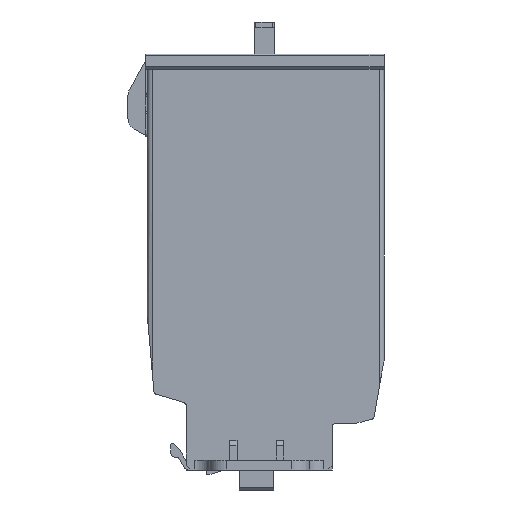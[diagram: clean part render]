
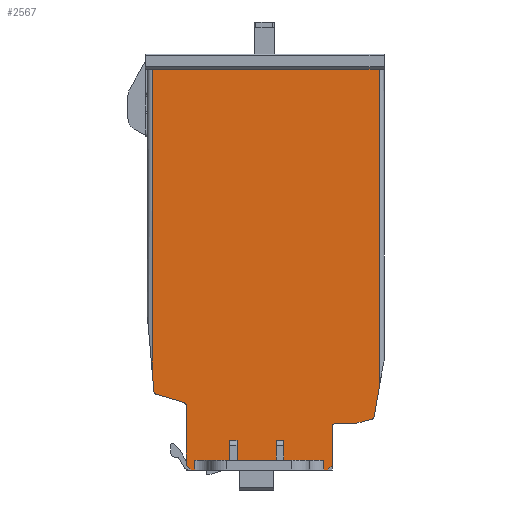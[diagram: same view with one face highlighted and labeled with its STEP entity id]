
A CAD part, left-side view. The second image highlights one B-rep face of the part: STEP entity #2567.
In plain terms, the highlighted planar face has unit normal (-1, 0, 0).
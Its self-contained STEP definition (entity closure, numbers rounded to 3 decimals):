
#2567=ADVANCED_FACE('',(#6242),#6243,.T.);
#3147=VERTEX_POINT('',#6858);
#3149=VERTEX_POINT('',#6860);
#3151=EDGE_CURVE('',#3147,#3149,#6862,.T.);
#3153=VERTEX_POINT('',#6864);
#3155=EDGE_CURVE('',#3149,#3153,#6866,.T.);
#3281=VERTEX_POINT('',#6992);
#3287=VERTEX_POINT('',#6998);
#3289=EDGE_CURVE('',#3287,#3281,#7000,.T.);
#4145=VERTEX_POINT('',#7856);
#4149=EDGE_CURVE('',#3281,#4145,#7860,.T.);
#4573=VERTEX_POINT('',#8284);
#4577=VERTEX_POINT('',#8288);
#4579=EDGE_CURVE('',#4573,#4577,#8290,.T.);
#4607=VERTEX_POINT('',#8318);
#4609=EDGE_CURVE('',#4607,#3287,#8320,.T.);
#4613=VERTEX_POINT('',#8324);
#4615=EDGE_CURVE('',#4607,#4613,#8326,.T.);
#4723=VERTEX_POINT('',#8434);
#4725=VERTEX_POINT('',#8436);
#4727=EDGE_CURVE('',#4723,#4725,#8438,.T.);
#4739=VERTEX_POINT('',#8450);
#4741=EDGE_CURVE('',#4739,#4723,#8452,.T.);
#4765=VERTEX_POINT('',#8476);
#4767=EDGE_CURVE('',#4725,#4765,#8478,.T.);
#4771=VERTEX_POINT('',#8482);
#4773=EDGE_CURVE('',#4771,#4145,#8484,.T.);
#4775=VERTEX_POINT('',#8486);
#4777=EDGE_CURVE('',#4775,#4771,#8488,.T.);
#4779=VERTEX_POINT('',#8490);
#4781=EDGE_CURVE('',#4779,#4775,#8492,.T.);
#4783=EDGE_CURVE('',#4577,#4779,#8494,.T.);
#4785=EDGE_CURVE('',#3153,#4573,#8496,.T.);
#4787=VERTEX_POINT('',#8498);
#4789=EDGE_CURVE('',#3149,#4787,#8500,.T.);
#4791=VERTEX_POINT('',#8502);
#4793=EDGE_CURVE('',#4787,#4791,#8504,.T.);
#4795=VERTEX_POINT('',#8506);
#4797=EDGE_CURVE('',#4791,#4795,#8508,.T.);
#4799=VERTEX_POINT('',#8510);
#4801=EDGE_CURVE('',#4795,#4799,#8512,.T.);
#4803=VERTEX_POINT('',#8514);
#4805=EDGE_CURVE('',#4799,#4803,#8516,.T.);
#4807=VERTEX_POINT('',#8518);
#4809=EDGE_CURVE('',#4803,#4807,#8520,.T.);
#4811=EDGE_CURVE('',#4807,#4739,#8522,.T.);
#4813=VERTEX_POINT('',#8524);
#4815=EDGE_CURVE('',#4765,#4813,#8526,.T.);
#4817=EDGE_CURVE('',#4813,#3149,#8528,.T.);
#4819=VERTEX_POINT('',#8530);
#4821=EDGE_CURVE('',#4819,#3147,#8532,.T.);
#4823=VERTEX_POINT('',#8534);
#4825=EDGE_CURVE('',#4823,#4819,#8536,.T.);
#4827=VERTEX_POINT('',#8538);
#4829=EDGE_CURVE('',#4827,#4823,#8540,.T.);
#4831=VERTEX_POINT('',#8542);
#4833=EDGE_CURVE('',#4831,#4827,#8544,.T.);
#4835=VERTEX_POINT('',#8546);
#4837=EDGE_CURVE('',#4835,#4831,#8548,.T.);
#4839=EDGE_CURVE('',#4613,#4835,#8550,.T.);
#6242=FACE_OUTER_BOUND('',#10107,.T.);
#6243=PLANE('',#10108);
#6858=CARTESIAN_POINT('',(7.,11.5,4.042));
#6860=CARTESIAN_POINT('',(7.,12.207,4.042));
#6862=LINE('',#10988,#10989);
#6864=CARTESIAN_POINT('',(7.,39.1,4.042));
#6866=LINE('',#10994,#10995);
#6992=CARTESIAN_POINT('',(7.,47.,85.442));
#6998=CARTESIAN_POINT('',(7.,1.,85.442));
#7000=LINE('',#11196,#11197);
#7856=CARTESIAN_POINT('',(7.,47.,24.112));
#7860=LINE('',#12527,#12528);
#8284=CARTESIAN_POINT('',(7.,40.1,5.042));
#8288=CARTESIAN_POINT('',(7.,40.1,17.123));
#8290=LINE('',#13192,#13193);
#8318=CARTESIAN_POINT('',(7.,1.,20.67));
#8320=LINE('',#13240,#13241);
#8324=CARTESIAN_POINT('',(7.,2.04,14.775));
#8326=LINE('',#13249,#13250);
#8434=CARTESIAN_POINT('',(7.,21.8,10.042));
#8436=CARTESIAN_POINT('',(7.,20.3,10.042));
#8438=LINE('',#13420,#13421);
#8450=CARTESIAN_POINT('',(7.,21.8,6.042));
#8452=LINE('',#13442,#13443);
#8476=CARTESIAN_POINT('',(7.,20.3,6.042));
#8478=LINE('',#13482,#13483);
#8482=CARTESIAN_POINT('',(7.,46.634,19.924));
#8484=LINE('',#13492,#13493);
#8486=CARTESIAN_POINT('',(7.,46.208,19.402));
#8488=CIRCLE('',#13498,0.6);
#8490=CARTESIAN_POINT('',(7.,40.528,17.698));
#8492=LINE('',#13503,#13504);
#8494=CIRCLE('',#13507,0.6);
#8496=LINE('',#13510,#13511);
#8498=CARTESIAN_POINT('',(7.,38.393,4.042));
#8500=LINE('',#13516,#13517);
#8502=CARTESIAN_POINT('',(7.,38.393,6.042));
#8504=LINE('',#13522,#13523);
#8506=CARTESIAN_POINT('',(7.,31.3,6.042));
#8508=LINE('',#13528,#13529);
#8510=CARTESIAN_POINT('',(7.,31.3,10.042));
#8512=LINE('',#13534,#13535);
#8514=CARTESIAN_POINT('',(7.,29.8,10.042));
#8516=LINE('',#13540,#13541);
#8518=CARTESIAN_POINT('',(7.,29.8,6.042));
#8520=LINE('',#13546,#13547);
#8522=LINE('',#13550,#13551);
#8524=CARTESIAN_POINT('',(7.,12.207,6.042));
#8526=LINE('',#13556,#13557);
#8528=LINE('',#13560,#13561);
#8530=CARTESIAN_POINT('',(7.,10.5,5.042));
#8532=LINE('',#13566,#13567);
#8534=CARTESIAN_POINT('',(7.,10.5,12.842));
#8536=LINE('',#13572,#13573);
#8538=CARTESIAN_POINT('',(7.,9.9,13.442));
#8540=CIRCLE('',#13578,0.6);
#8542=CARTESIAN_POINT('',(7.,5.9,13.442));
#8544=LINE('',#13583,#13584);
#8546=CARTESIAN_POINT('',(7.,2.403,14.379));
#8548=LINE('',#13589,#13590);
#8550=CIRCLE('',#13593,0.5);
#10107=EDGE_LOOP('',(#16649,#16650,#16651,#16652,#16653,#16654,#16655,#16656,#16657,#16658,#16659,#16660,#16661,#16662,#16663,#16664,#16665,#16666,#16667,#16668,#16669,#16670,#16671,#16672,#16673,#16674,#16675,#16676,#16677,#16678));
#10108=AXIS2_PLACEMENT_3D('',#16679,#16680,#16681);
#10988=CARTESIAN_POINT('',(7.,39.1,4.042));
#10989=VECTOR('',#17208,1.0);
#10994=CARTESIAN_POINT('',(7.,39.1,4.042));
#10995=VECTOR('',#17209,1.0);
#11196=CARTESIAN_POINT('',(7.,36.171,85.442));
#11197=VECTOR('',#17258,1.0);
#12527=CARTESIAN_POINT('',(7.,47.,45.392));
#12528=VECTOR('',#17641,1.0);
#13192=CARTESIAN_POINT('',(7.,40.1,17.123));
#13193=VECTOR('',#17811,1.0);
#13240=CARTESIAN_POINT('',(7.,1.,25.606));
#13241=VECTOR('',#17820,1.0);
#13249=CARTESIAN_POINT('',(7.,2.04,14.775));
#13250=VECTOR('',#17824,1.0);
#13420=CARTESIAN_POINT('',(7.,22.121,10.042));
#13421=VECTOR('',#17876,1.0);
#13442=CARTESIAN_POINT('',(7.,21.8,27.581));
#13443=VECTOR('',#17880,1.0);
#13482=CARTESIAN_POINT('',(7.,20.3,27.581));
#13483=VECTOR('',#17892,1.0);
#13492=CARTESIAN_POINT('',(7.,48.0,35.542));
#13493=VECTOR('',#17894,1.0);
#13498=AXIS2_PLACEMENT_3D('',#17895,#17896,#17897);
#13503=CARTESIAN_POINT('',(7.,46.208,19.402));
#13504=VECTOR('',#17898,1.0);
#13507=AXIS2_PLACEMENT_3D('',#17899,#17900,#17901);
#13510=CARTESIAN_POINT('',(7.,40.1,5.042));
#13511=VECTOR('',#17902,1.0);
#13516=CARTESIAN_POINT('',(7.,24.621,4.042));
#13517=VECTOR('',#17903,1.0);
#13522=CARTESIAN_POINT('',(7.,38.393,25.606));
#13523=VECTOR('',#17904,1.0);
#13528=CARTESIAN_POINT('',(7.,24.621,6.042));
#13529=VECTOR('',#17905,1.0);
#13534=CARTESIAN_POINT('',(7.,31.3,27.581));
#13535=VECTOR('',#17906,1.0);
#13540=CARTESIAN_POINT('',(7.,26.871,10.042));
#13541=VECTOR('',#17907,1.0);
#13546=CARTESIAN_POINT('',(7.,29.8,27.581));
#13547=VECTOR('',#17908,1.0);
#13550=CARTESIAN_POINT('',(7.,24.621,6.042));
#13551=VECTOR('',#17909,1.0);
#13556=CARTESIAN_POINT('',(7.,24.621,6.042));
#13557=VECTOR('',#17910,1.0);
#13560=CARTESIAN_POINT('',(7.,12.207,25.606));
#13561=VECTOR('',#17911,1.0);
#13566=CARTESIAN_POINT('',(7.,11.5,4.042));
#13567=VECTOR('',#17912,1.0);
#13572=CARTESIAN_POINT('',(7.,10.5,5.042));
#13573=VECTOR('',#17913,1.0);
#13578=AXIS2_PLACEMENT_3D('',#17914,#17915,#17916);
#13583=CARTESIAN_POINT('',(7.,9.9,13.442));
#13584=VECTOR('',#17917,1.0);
#13589=CARTESIAN_POINT('',(7.,5.9,13.442));
#13590=VECTOR('',#17918,1.0);
#13593=AXIS2_PLACEMENT_3D('',#17919,#17920,#17921);
#16649=ORIENTED_EDGE('',*,*,#3289,.T.);
#16650=ORIENTED_EDGE('',*,*,#4149,.T.);
#16651=ORIENTED_EDGE('',*,*,#4773,.F.);
#16652=ORIENTED_EDGE('',*,*,#4777,.F.);
#16653=ORIENTED_EDGE('',*,*,#4781,.F.);
#16654=ORIENTED_EDGE('',*,*,#4783,.F.);
#16655=ORIENTED_EDGE('',*,*,#4579,.F.);
#16656=ORIENTED_EDGE('',*,*,#4785,.F.);
#16657=ORIENTED_EDGE('',*,*,#3155,.F.);
#16658=ORIENTED_EDGE('',*,*,#4789,.T.);
#16659=ORIENTED_EDGE('',*,*,#4793,.T.);
#16660=ORIENTED_EDGE('',*,*,#4797,.T.);
#16661=ORIENTED_EDGE('',*,*,#4801,.T.);
#16662=ORIENTED_EDGE('',*,*,#4805,.T.);
#16663=ORIENTED_EDGE('',*,*,#4809,.T.);
#16664=ORIENTED_EDGE('',*,*,#4811,.T.);
#16665=ORIENTED_EDGE('',*,*,#4741,.T.);
#16666=ORIENTED_EDGE('',*,*,#4727,.T.);
#16667=ORIENTED_EDGE('',*,*,#4767,.T.);
#16668=ORIENTED_EDGE('',*,*,#4815,.T.);
#16669=ORIENTED_EDGE('',*,*,#4817,.T.);
#16670=ORIENTED_EDGE('',*,*,#3151,.F.);
#16671=ORIENTED_EDGE('',*,*,#4821,.F.);
#16672=ORIENTED_EDGE('',*,*,#4825,.F.);
#16673=ORIENTED_EDGE('',*,*,#4829,.F.);
#16674=ORIENTED_EDGE('',*,*,#4833,.F.);
#16675=ORIENTED_EDGE('',*,*,#4837,.F.);
#16676=ORIENTED_EDGE('',*,*,#4839,.F.);
#16677=ORIENTED_EDGE('',*,*,#4615,.F.);
#16678=ORIENTED_EDGE('',*,*,#4609,.T.);
#16679=CARTESIAN_POINT('',(7.,23.943,47.171));
#16680=DIRECTION('',(-1.0,0.0,0.0));
#16681=DIRECTION('',(0.0,1.0,0.0));
#17208=DIRECTION('',(0.0,1.,0.));
#17209=DIRECTION('',(0.0,1.,0.));
#17258=DIRECTION('',(0.0,1.0,0.0));
#17641=DIRECTION('',(0.0,0.0,-1.0));
#17811=DIRECTION('',(0.0,0.0,1.0));
#17820=DIRECTION('',(0.0,0.0,1.0));
#17824=DIRECTION('',(0.0,0.174,-0.985));
#17876=DIRECTION('',(0.0,-1.0,0.0));
#17880=DIRECTION('',(0.0,0.0,1.0));
#17892=DIRECTION('',(0.0,0.0,-1.0));
#17894=DIRECTION('',(0.0,0.087,0.996));
#17895=CARTESIAN_POINT('',(7.,46.036,19.977));
#17896=DIRECTION('',(1.0,0.0,0.0));
#17897=DIRECTION('',(0.0,0.996,-0.087));
#17898=DIRECTION('',(0.0,0.958,0.287));
#17899=CARTESIAN_POINT('',(7.,40.7,17.123));
#17900=DIRECTION('',(-1.0,-0.0,0.0));
#17901=DIRECTION('',(0.0,-1.0,0.));
#17902=DIRECTION('',(0.0,0.707,0.707));
#17903=DIRECTION('',(0.0,1.0,0.0));
#17904=DIRECTION('',(0.0,0.0,1.0));
#17905=DIRECTION('',(0.0,-1.0,0.0));
#17906=DIRECTION('',(0.0,0.0,1.0));
#17907=DIRECTION('',(0.0,-1.0,0.0));
#17908=DIRECTION('',(0.0,0.0,-1.0));
#17909=DIRECTION('',(0.0,-1.0,0.0));
#17910=DIRECTION('',(0.0,-1.0,0.0));
#17911=DIRECTION('',(0.0,0.0,-1.0));
#17912=DIRECTION('',(0.0,0.707,-0.707));
#17913=DIRECTION('',(0.0,0.0,-1.0));
#17914=CARTESIAN_POINT('',(7.,9.9,12.842));
#17915=DIRECTION('',(-1.0,0.0,0.0));
#17916=DIRECTION('',(0.0,0.,1.0));
#17917=DIRECTION('',(0.0,1.0,0.0));
#17918=DIRECTION('',(0.0,0.966,-0.259));
#17919=CARTESIAN_POINT('',(7.,2.532,14.862));
#17920=DIRECTION('',(1.0,0.0,0.0));
#17921=DIRECTION('',(0.0,-0.259,-0.966));
